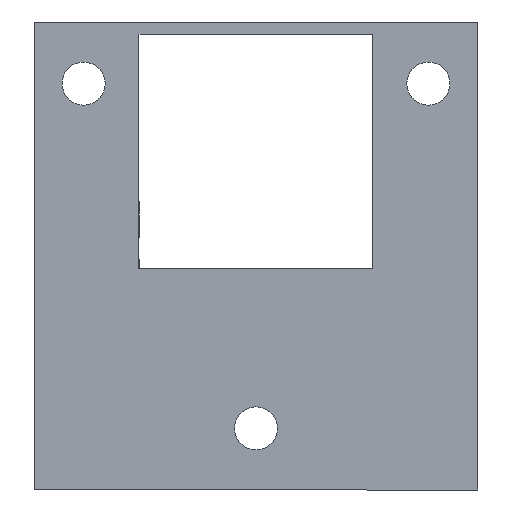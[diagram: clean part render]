
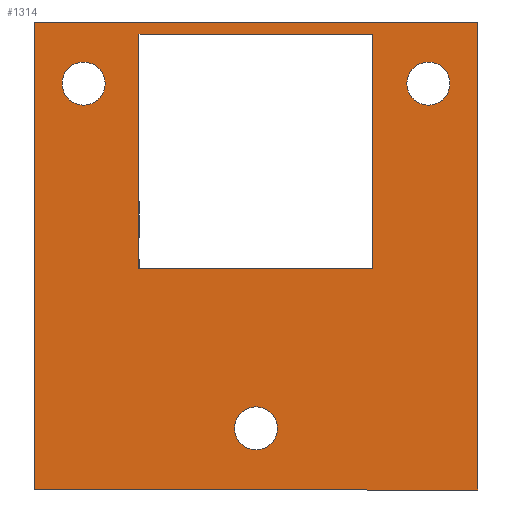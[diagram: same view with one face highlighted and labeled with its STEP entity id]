
A CAD part, front view. The second image highlights one B-rep face of the part: STEP entity #1314.
In plain terms, the highlighted planar face has unit normal (0, -1, 0).
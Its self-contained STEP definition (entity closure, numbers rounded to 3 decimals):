
#19 = CARTESIAN_POINT ( 'NONE',  ( -14., 0., 34.75 ) ) ;
#27 = ORIENTED_EDGE ( 'NONE', *, *, #881, .F. ) ;
#28 = FACE_BOUND ( 'NONE', #533, .T. ) ;
#30 = CARTESIAN_POINT ( 'NONE',  ( 14., 0., 31.25 ) ) ;
#32 = EDGE_CURVE ( 'NONE', #167, #560, #860, .T. ) ;
#66 = LINE ( 'NONE', #579, #654 ) ;
#85 = VERTEX_POINT ( 'NONE', #1351 ) ;
#100 = VECTOR ( 'NONE', #312, 1000. ) ;
#105 = VERTEX_POINT ( 'NONE', #1020 ) ;
#112 = CARTESIAN_POINT ( 'NONE',  ( -18., 0., 38. ) ) ;
#116 = CARTESIAN_POINT ( 'NONE',  ( 0., 0., 3.25 ) ) ;
#130 = VERTEX_POINT ( 'NONE', #932 ) ;
#153 = CARTESIAN_POINT ( 'NONE',  ( 14., 0., 33. ) ) ;
#165 = VECTOR ( 'NONE', #1099, 1000. ) ;
#167 = VERTEX_POINT ( 'NONE', #116 ) ;
#178 = DIRECTION ( 'NONE',  ( 0., 1., 0. ) ) ;
#192 = ORIENTED_EDGE ( 'NONE', *, *, #1053, .F. ) ;
#198 = CARTESIAN_POINT ( 'NONE',  ( -14., 0., 31.25 ) ) ;
#199 = EDGE_CURVE ( 'NONE', #722, #729, #544, .T. ) ;
#205 = VECTOR ( 'NONE', #747, 1000. ) ;
#216 = EDGE_CURVE ( 'NONE', #462, #609, #333, .T. ) ;
#224 = FACE_BOUND ( 'NONE', #1257, .T. ) ;
#230 = CIRCLE ( 'NONE', #882, 1.75 ) ;
#236 = ORIENTED_EDGE ( 'NONE', *, *, #257, .T. ) ;
#250 = AXIS2_PLACEMENT_3D ( 'NONE', #285, #178, #698 ) ;
#257 = EDGE_CURVE ( 'NONE', #259, #130, #433, .T. ) ;
#259 = VERTEX_POINT ( 'NONE', #865 ) ;
#266 = DIRECTION ( 'NONE',  ( 0., 0., -1. ) ) ;
#274 = CIRCLE ( 'NONE', #522, 1.75 ) ;
#278 = EDGE_CURVE ( 'NONE', #817, #105, #329, .T. ) ;
#285 = CARTESIAN_POINT ( 'NONE',  ( 0., 0., 5. ) ) ;
#312 = DIRECTION ( 'NONE',  ( 0., 0., -1. ) ) ;
#329 = LINE ( 'NONE', #653, #205 ) ;
#333 = LINE ( 'NONE', #1061, #806 ) ;
#342 = AXIS2_PLACEMENT_3D ( 'NONE', #561, #656, #765 ) ;
#361 = EDGE_LOOP ( 'NONE', ( #869, #1133 ) ) ;
#366 = DIRECTION ( 'NONE',  ( 0., 0., 1. ) ) ;
#373 = LINE ( 'NONE', #1332, #1111 ) ;
#385 = VERTEX_POINT ( 'NONE', #678 ) ;
#416 = ORIENTED_EDGE ( 'NONE', *, *, #996, .T. ) ;
#419 = DIRECTION ( 'NONE',  ( -1., 0., 0. ) ) ;
#422 = DIRECTION ( 'NONE',  ( 1., 0., 0. ) ) ;
#433 = LINE ( 'NONE', #961, #100 ) ;
#455 = PLANE ( 'NONE',  #342 ) ;
#457 = DIRECTION ( 'NONE',  ( 0., 0., -1. ) ) ;
#462 = VERTEX_POINT ( 'NONE', #929 ) ;
#469 = CARTESIAN_POINT ( 'NONE',  ( 0., 0., 6.75 ) ) ;
#490 = DIRECTION ( 'NONE',  ( 0., 0., 1. ) ) ;
#494 = VERTEX_POINT ( 'NONE', #984 ) ;
#497 = CIRCLE ( 'NONE', #692, 1.75 ) ;
#511 = EDGE_LOOP ( 'NONE', ( #851, #590, #602, #192 ) ) ;
#513 = CARTESIAN_POINT ( 'NONE',  ( 0., 0., 17.985 ) ) ;
#518 = DIRECTION ( 'NONE',  ( -1., 0., 0. ) ) ;
#521 = CARTESIAN_POINT ( 'NONE',  ( -9.5, 0., 17.985 ) ) ;
#522 = AXIS2_PLACEMENT_3D ( 'NONE', #1208, #935, #266 ) ;
#527 = EDGE_CURVE ( 'NONE', #494, #927, #1110, .T. ) ;
#533 = EDGE_LOOP ( 'NONE', ( #673, #416 ) ) ;
#544 = CIRCLE ( 'NONE', #946, 1.75 ) ;
#560 = VERTEX_POINT ( 'NONE', #469 ) ;
#561 = CARTESIAN_POINT ( 'NONE',  ( 0., 0., 0. ) ) ;
#567 = VECTOR ( 'NONE', #518, 1000. ) ;
#579 = CARTESIAN_POINT ( 'NONE',  ( 18., 0., 0. ) ) ;
#590 = ORIENTED_EDGE ( 'NONE', *, *, #1064, .F. ) ;
#602 = ORIENTED_EDGE ( 'NONE', *, *, #216, .F. ) ;
#609 = VERTEX_POINT ( 'NONE', #910 ) ;
#612 = EDGE_CURVE ( 'NONE', #729, #722, #497, .T. ) ;
#629 = ORIENTED_EDGE ( 'NONE', *, *, #1157, .T. ) ;
#630 = DIRECTION ( 'NONE',  ( 0., 1., 0. ) ) ;
#649 = LINE ( 'NONE', #657, #165 ) ;
#653 = CARTESIAN_POINT ( 'NONE',  ( -9.5, 0., 0. ) ) ;
#654 = VECTOR ( 'NONE', #1313, 1000. ) ;
#656 = DIRECTION ( 'NONE',  ( 0., 1., 0. ) ) ;
#657 = CARTESIAN_POINT ( 'NONE',  ( 0., 0., 37. ) ) ;
#673 = ORIENTED_EDGE ( 'NONE', *, *, #32, .T. ) ;
#678 = CARTESIAN_POINT ( 'NONE',  ( 18., 0., 38. ) ) ;
#692 = AXIS2_PLACEMENT_3D ( 'NONE', #1031, #816, #798 ) ;
#693 = DIRECTION ( 'NONE',  ( 0., 1., 0. ) ) ;
#698 = DIRECTION ( 'NONE',  ( 0., 0., 1. ) ) ;
#722 = VERTEX_POINT ( 'NONE', #19 ) ;
#729 = VERTEX_POINT ( 'NONE', #198 ) ;
#741 = CARTESIAN_POINT ( 'NONE',  ( -14., 0., 33. ) ) ;
#747 = DIRECTION ( 'NONE',  ( 0., 0., 1. ) ) ;
#757 = FACE_BOUND ( 'NONE', #819, .T. ) ;
#765 = DIRECTION ( 'NONE',  ( 0., 0., 1. ) ) ;
#780 = CARTESIAN_POINT ( 'NONE',  ( 0., 0., 5. ) ) ;
#798 = DIRECTION ( 'NONE',  ( 0., 0., 1. ) ) ;
#806 = VECTOR ( 'NONE', #419, 1000. ) ;
#809 = AXIS2_PLACEMENT_3D ( 'NONE', #153, #693, #457 ) ;
#816 = DIRECTION ( 'NONE',  ( 0., 1., 0. ) ) ;
#817 = VERTEX_POINT ( 'NONE', #521 ) ;
#819 = EDGE_LOOP ( 'NONE', ( #236, #629, #1139, #27 ) ) ;
#851 = ORIENTED_EDGE ( 'NONE', *, *, #1153, .F. ) ;
#860 = CIRCLE ( 'NONE', #250, 1.75 ) ;
#865 = CARTESIAN_POINT ( 'NONE',  ( 9.5, 0., 37. ) ) ;
#869 = ORIENTED_EDGE ( 'NONE', *, *, #1091, .T. ) ;
#872 = DIRECTION ( 'NONE',  ( 0., 0., 1. ) ) ;
#881 = EDGE_CURVE ( 'NONE', #259, #105, #649, .T. ) ;
#882 = AXIS2_PLACEMENT_3D ( 'NONE', #780, #900, #366 ) ;
#900 = DIRECTION ( 'NONE',  ( 0., 1., 0. ) ) ;
#910 = CARTESIAN_POINT ( 'NONE',  ( -18., 0., 0. ) ) ;
#927 = VERTEX_POINT ( 'NONE', #30 ) ;
#929 = CARTESIAN_POINT ( 'NONE',  ( 18., 0., 0. ) ) ;
#932 = CARTESIAN_POINT ( 'NONE',  ( 9.5, 0., 17.985 ) ) ;
#935 = DIRECTION ( 'NONE',  ( 0., 1., 0. ) ) ;
#946 = AXIS2_PLACEMENT_3D ( 'NONE', #741, #630, #872 ) ;
#961 = CARTESIAN_POINT ( 'NONE',  ( 9.5, 0., 0. ) ) ;
#984 = CARTESIAN_POINT ( 'NONE',  ( 14., 0., 34.75 ) ) ;
#996 = EDGE_CURVE ( 'NONE', #560, #167, #230, .T. ) ;
#1020 = CARTESIAN_POINT ( 'NONE',  ( -9.5, 0., 37. ) ) ;
#1031 = CARTESIAN_POINT ( 'NONE',  ( -14., 0., 33. ) ) ;
#1051 = LINE ( 'NONE', #513, #567 ) ;
#1053 = EDGE_CURVE ( 'NONE', #385, #462, #66, .T. ) ;
#1061 = CARTESIAN_POINT ( 'NONE',  ( -18., 0., 0. ) ) ;
#1064 = EDGE_CURVE ( 'NONE', #609, #85, #373, .T. ) ;
#1065 = LINE ( 'NONE', #112, #1155 ) ;
#1069 = ORIENTED_EDGE ( 'NONE', *, *, #199, .T. ) ;
#1091 = EDGE_CURVE ( 'NONE', #927, #494, #274, .T. ) ;
#1099 = DIRECTION ( 'NONE',  ( -1., 0., 0. ) ) ;
#1110 = CIRCLE ( 'NONE', #809, 1.75 ) ;
#1111 = VECTOR ( 'NONE', #490, 1000. ) ;
#1133 = ORIENTED_EDGE ( 'NONE', *, *, #527, .T. ) ;
#1139 = ORIENTED_EDGE ( 'NONE', *, *, #278, .T. ) ;
#1153 = EDGE_CURVE ( 'NONE', #85, #385, #1065, .T. ) ;
#1155 = VECTOR ( 'NONE', #422, 1000. ) ;
#1157 = EDGE_CURVE ( 'NONE', #130, #817, #1051, .T. ) ;
#1180 = FACE_BOUND ( 'NONE', #361, .T. ) ;
#1186 = FACE_OUTER_BOUND ( 'NONE', #511, .T. ) ;
#1208 = CARTESIAN_POINT ( 'NONE',  ( 14., 0., 33. ) ) ;
#1257 = EDGE_LOOP ( 'NONE', ( #1322, #1069 ) ) ;
#1313 = DIRECTION ( 'NONE',  ( 0., 0., -1. ) ) ;
#1314 = ADVANCED_FACE ( 'NONE', ( #757, #1186, #224, #1180, #28 ), #455, .F. ) ;
#1322 = ORIENTED_EDGE ( 'NONE', *, *, #612, .T. ) ;
#1332 = CARTESIAN_POINT ( 'NONE',  ( -18., 0., 0. ) ) ;
#1351 = CARTESIAN_POINT ( 'NONE',  ( -18., 0., 38. ) ) ;
